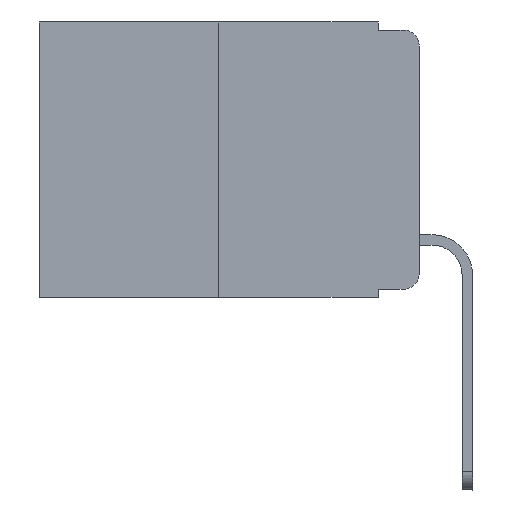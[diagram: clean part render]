
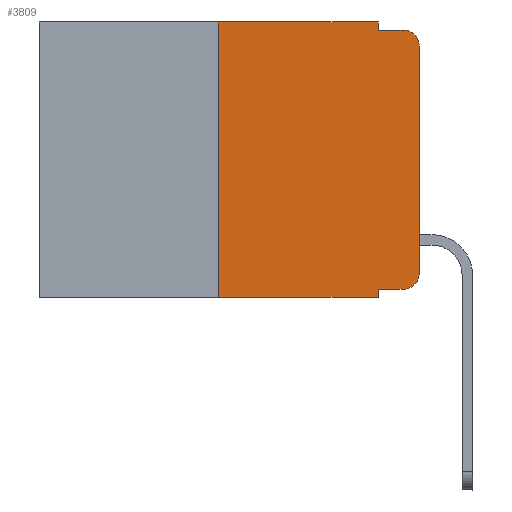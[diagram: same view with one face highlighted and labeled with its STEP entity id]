
A CAD part, left-side view. The second image highlights one B-rep face of the part: STEP entity #3809.
In plain terms, the highlighted planar face has unit normal (-1, 0, 0).
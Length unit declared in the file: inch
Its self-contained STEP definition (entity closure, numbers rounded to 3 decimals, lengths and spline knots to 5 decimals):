
#166 = DIRECTION ( 'NONE',  ( 0., 0., -1. ) ) ;
#516 = ORIENTED_EDGE ( 'NONE', *, *, #4342, .F. ) ;
#623 = EDGE_CURVE ( 'NONE', #8010, #2863, #7180, .T. ) ;
#1233 = CARTESIAN_POINT ( 'NONE',  ( 0., 0.473, -0.343 ) ) ;
#1923 = EDGE_CURVE ( 'NONE', #14773, #9635, #15720, .T. ) ;
#1968 = ORIENTED_EDGE ( 'NONE', *, *, #623, .T. ) ;
#2103 = DIRECTION ( 'NONE',  ( 0., -1., 0. ) ) ;
#2127 = CARTESIAN_POINT ( 'NONE',  ( 0., 0.051, -0.01 ) ) ;
#2604 = DIRECTION ( 'NONE',  ( 0., 0., -1. ) ) ;
#2863 = VERTEX_POINT ( 'NONE', #10338 ) ;
#2923 = VERTEX_POINT ( 'NONE', #14687 ) ;
#3093 = CARTESIAN_POINT ( 'NONE',  ( 0., 0., -0.313 ) ) ;
#3109 = CARTESIAN_POINT ( 'NONE',  ( 0., 0.051, -0.01 ) ) ;
#3205 = VECTOR ( 'NONE', #12812, 39.37008 ) ;
#3233 = CARTESIAN_POINT ( 'NONE',  ( 0., 0.051, -0.333 ) ) ;
#3366 = EDGE_CURVE ( 'NONE', #4213, #14773, #18622, .T. ) ;
#3373 = LINE ( 'NONE', #10980, #11017 ) ;
#3377 = LINE ( 'NONE', #14961, #5469 ) ;
#3670 = VECTOR ( 'NONE', #166, 39.37008 ) ;
#3688 = LINE ( 'NONE', #2127, #6952 ) ;
#3809 = ADVANCED_FACE ( 'NONE', ( #17746 ), #8520, .F. ) ;
#4213 = VERTEX_POINT ( 'NONE', #8499 ) ;
#4342 = EDGE_CURVE ( 'NONE', #8010, #2923, #9160, .T. ) ;
#4658 = CARTESIAN_POINT ( 'NONE',  ( 0., 0.051, 0. ) ) ;
#4946 = AXIS2_PLACEMENT_3D ( 'NONE', #14439, #18912, #5587 ) ;
#5028 = CARTESIAN_POINT ( 'NONE',  ( 0., 0.02, -0.01 ) ) ;
#5335 = DIRECTION ( 'NONE',  ( 0., 0., -1. ) ) ;
#5469 = VECTOR ( 'NONE', #7582, 39.37008 ) ;
#5515 = VECTOR ( 'NONE', #15434, 39.37008 ) ;
#5587 = DIRECTION ( 'NONE',  ( 0., 0., -1. ) ) ;
#5681 = DIRECTION ( 'NONE',  ( 0., 0., -1. ) ) ;
#5926 = LINE ( 'NONE', #4658, #3670 ) ;
#6024 = VERTEX_POINT ( 'NONE', #3109 ) ;
#6049 = EDGE_CURVE ( 'NONE', #13928, #2863, #5926, .T. ) ;
#6890 = ORIENTED_EDGE ( 'NONE', *, *, #1923, .T. ) ;
#6952 = VECTOR ( 'NONE', #15449, 39.37008 ) ;
#7180 = LINE ( 'NONE', #1233, #3205 ) ;
#7582 = DIRECTION ( 'NONE',  ( 0., -1., 0. ) ) ;
#7691 = DIRECTION ( 'NONE',  ( 0., 0., 1. ) ) ;
#8010 = VERTEX_POINT ( 'NONE', #17366 ) ;
#8499 = CARTESIAN_POINT ( 'NONE',  ( 0., 0.02, -0.333 ) ) ;
#8520 = PLANE ( 'NONE',  #4946 ) ;
#8610 = DIRECTION ( 'NONE',  ( -1., 0., 0. ) ) ;
#8739 = DIRECTION ( 'NONE',  ( -1., 0., 0. ) ) ;
#8895 = ORIENTED_EDGE ( 'NONE', *, *, #3366, .T. ) ;
#9160 = LINE ( 'NONE', #16713, #19158 ) ;
#9222 = EDGE_LOOP ( 'NONE', ( #6890, #15377, #9547, #17303, #10811, #516, #1968, #19066, #14991, #8895 ) ) ;
#9547 = ORIENTED_EDGE ( 'NONE', *, *, #14464, .F. ) ;
#9635 = VERTEX_POINT ( 'NONE', #11310 ) ;
#9675 = CIRCLE ( 'NONE', #14018, 0.02 ) ;
#10338 = CARTESIAN_POINT ( 'NONE',  ( 0., 0.051, -0.343 ) ) ;
#10461 = EDGE_CURVE ( 'NONE', #9635, #14890, #9675, .T. ) ;
#10811 = ORIENTED_EDGE ( 'NONE', *, *, #14955, .F. ) ;
#10980 = CARTESIAN_POINT ( 'NONE',  ( 0., 0.473, 0. ) ) ;
#10988 = CARTESIAN_POINT ( 'NONE',  ( 0., 0., 0. ) ) ;
#11000 = CARTESIAN_POINT ( 'NONE',  ( 0., 0.051, 0. ) ) ;
#11017 = VECTOR ( 'NONE', #2103, 39.37008 ) ;
#11310 = CARTESIAN_POINT ( 'NONE',  ( 0., 0., -0.03 ) ) ;
#11382 = VERTEX_POINT ( 'NONE', #13512 ) ;
#11521 = AXIS2_PLACEMENT_3D ( 'NONE', #15928, #8739, #2604 ) ;
#11634 = VECTOR ( 'NONE', #5335, 39.37008 ) ;
#12812 = DIRECTION ( 'NONE',  ( 0., -1., 0. ) ) ;
#13512 = CARTESIAN_POINT ( 'NONE',  ( 0., 0.051, 0. ) ) ;
#13928 = VERTEX_POINT ( 'NONE', #3233 ) ;
#14018 = AXIS2_PLACEMENT_3D ( 'NONE', #17456, #8610, #5681 ) ;
#14439 = CARTESIAN_POINT ( 'NONE',  ( 0., 0.473, 0. ) ) ;
#14464 = EDGE_CURVE ( 'NONE', #6024, #14890, #3688, .T. ) ;
#14528 = EDGE_CURVE ( 'NONE', #11382, #6024, #18658, .T. ) ;
#14687 = CARTESIAN_POINT ( 'NONE',  ( 0., 0.25, 0. ) ) ;
#14773 = VERTEX_POINT ( 'NONE', #3093 ) ;
#14890 = VERTEX_POINT ( 'NONE', #5028 ) ;
#14955 = EDGE_CURVE ( 'NONE', #2923, #11382, #3373, .T. ) ;
#14961 = CARTESIAN_POINT ( 'NONE',  ( 0., 0.051, -0.333 ) ) ;
#14991 = ORIENTED_EDGE ( 'NONE', *, *, #17930, .T. ) ;
#15377 = ORIENTED_EDGE ( 'NONE', *, *, #10461, .T. ) ;
#15434 = DIRECTION ( 'NONE',  ( 0., 0., 1. ) ) ;
#15449 = DIRECTION ( 'NONE',  ( 0., -1., 0. ) ) ;
#15720 = LINE ( 'NONE', #10988, #5515 ) ;
#15928 = CARTESIAN_POINT ( 'NONE',  ( 0., 0.02, -0.313 ) ) ;
#16713 = CARTESIAN_POINT ( 'NONE',  ( 0., 0.25, 0. ) ) ;
#17303 = ORIENTED_EDGE ( 'NONE', *, *, #14528, .F. ) ;
#17366 = CARTESIAN_POINT ( 'NONE',  ( 0., 0.25, -0.343 ) ) ;
#17456 = CARTESIAN_POINT ( 'NONE',  ( 0., 0.02, -0.03 ) ) ;
#17746 = FACE_OUTER_BOUND ( 'NONE', #9222, .T. ) ;
#17930 = EDGE_CURVE ( 'NONE', #13928, #4213, #3377, .T. ) ;
#18622 = CIRCLE ( 'NONE', #11521, 0.02 ) ;
#18658 = LINE ( 'NONE', #11000, #11634 ) ;
#18912 = DIRECTION ( 'NONE',  ( 1., 0., 0. ) ) ;
#19066 = ORIENTED_EDGE ( 'NONE', *, *, #6049, .F. ) ;
#19158 = VECTOR ( 'NONE', #7691, 39.37008 ) ;
